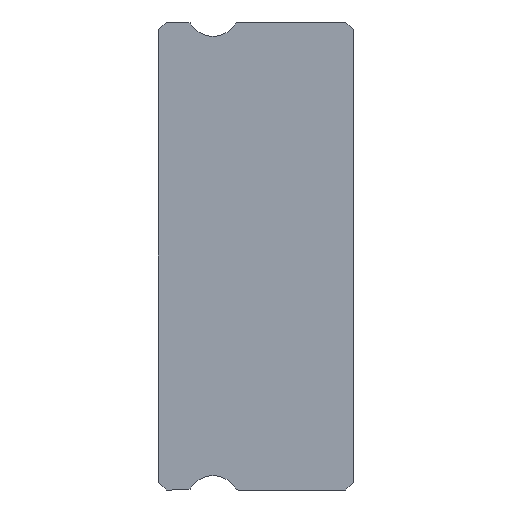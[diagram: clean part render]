
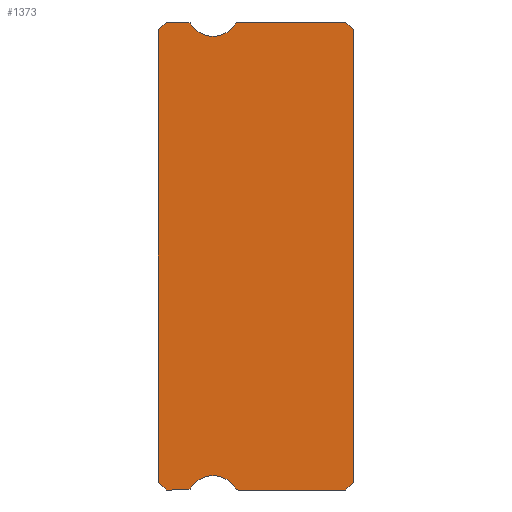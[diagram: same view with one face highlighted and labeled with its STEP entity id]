
A CAD part, left-side view. The second image highlights one B-rep face of the part: STEP entity #1373.
In plain terms, the highlighted planar face has unit normal (-1, 0, 0).
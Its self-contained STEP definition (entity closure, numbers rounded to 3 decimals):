
#1 = EDGE_CURVE ( 'NONE', #1053, #848, #864, .T. ) ;
#9 = DIRECTION ( 'NONE',  ( 0., 0., 1. ) ) ;
#10 = DIRECTION ( 'NONE',  ( 0., 0., -1. ) ) ;
#11 = DIRECTION ( 'NONE',  ( 0., 0., -1. ) ) ;
#17 = LINE ( 'NONE', #770, #703 ) ;
#54 = CARTESIAN_POINT ( 'NONE',  ( -15., 4.547, -8.928 ) ) ;
#55 = LINE ( 'NONE', #1696, #1276 ) ;
#61 = CIRCLE ( 'NONE', #2287, 0.15 ) ;
#67 = VERTEX_POINT ( 'NONE', #2903 ) ;
#74 = CARTESIAN_POINT ( 'NONE',  ( -15., 6.381, 8.85 ) ) ;
#91 = CARTESIAN_POINT ( 'NONE',  ( -15., 4.547, 8.928 ) ) ;
#94 = VECTOR ( 'NONE', #2039, 1000. ) ;
#113 = DIRECTION ( 'NONE',  ( 0., 0., -1. ) ) ;
#158 = VERTEX_POINT ( 'NONE', #1880 ) ;
#254 = CARTESIAN_POINT ( 'NONE',  ( -15., 6.381, -9. ) ) ;
#262 = CIRCLE ( 'NONE', #1659, 1. ) ;
#290 = CIRCLE ( 'NONE', #912, 1. ) ;
#335 = ORIENTED_EDGE ( 'NONE', *, *, #648, .F. ) ;
#372 = CARTESIAN_POINT ( 'NONE',  ( -15., 7.5, 8.7 ) ) ;
#378 = EDGE_CURVE ( 'NONE', #848, #431, #17, .T. ) ;
#379 = CARTESIAN_POINT ( 'NONE',  ( -15., 6.381, 8.85 ) ) ;
#394 = DIRECTION ( 'NONE',  ( 0., 0., -1. ) ) ;
#416 = CARTESIAN_POINT ( 'NONE',  ( -15., 7.2, 9. ) ) ;
#418 = CARTESIAN_POINT ( 'NONE',  ( -15., 0., -8.7 ) ) ;
#431 = VERTEX_POINT ( 'NONE', #254 ) ;
#446 = CARTESIAN_POINT ( 'NONE',  ( -15., 7.2, 9. ) ) ;
#452 = CARTESIAN_POINT ( 'NONE',  ( -15., 0., 8.7 ) ) ;
#477 = AXIS2_PLACEMENT_3D ( 'NONE', #1634, #2311, #11 ) ;
#504 = ORIENTED_EDGE ( 'NONE', *, *, #1340, .F. ) ;
#516 = LINE ( 'NONE', #1432, #2504 ) ;
#548 = DIRECTION ( 'NONE',  ( 1., 0., 0. ) ) ;
#553 = CARTESIAN_POINT ( 'NONE',  ( -15., 6.381, -8.85 ) ) ;
#573 = AXIS2_PLACEMENT_3D ( 'NONE', #74, #548, #1947 ) ;
#579 = EDGE_CURVE ( 'NONE', #839, #67, #2767, .T. ) ;
#586 = FACE_OUTER_BOUND ( 'NONE', #942, .T. ) ;
#590 = ORIENTED_EDGE ( 'NONE', *, *, #1664, .F. ) ;
#636 = LINE ( 'NONE', #1595, #1784 ) ;
#648 = EDGE_CURVE ( 'NONE', #839, #772, #1243, .T. ) ;
#703 = VECTOR ( 'NONE', #2362, 1000. ) ;
#711 = EDGE_CURVE ( 'NONE', #1379, #431, #947, .T. ) ;
#737 = ORIENTED_EDGE ( 'NONE', *, *, #2364, .F. ) ;
#770 = CARTESIAN_POINT ( 'NONE',  ( -15., 6.381, -9. ) ) ;
#772 = VERTEX_POINT ( 'NONE', #2270 ) ;
#807 = VECTOR ( 'NONE', #1117, 1000. ) ;
#829 = CARTESIAN_POINT ( 'NONE',  ( -15., 6.381, -9. ) ) ;
#839 = VERTEX_POINT ( 'NONE', #418 ) ;
#848 = VERTEX_POINT ( 'NONE', #1110 ) ;
#863 = ORIENTED_EDGE ( 'NONE', *, *, #1, .T. ) ;
#864 = LINE ( 'NONE', #2668, #2690 ) ;
#872 = VERTEX_POINT ( 'NONE', #446 ) ;
#874 = VECTOR ( 'NONE', #9, 1000. ) ;
#912 = AXIS2_PLACEMENT_3D ( 'NONE', #1647, #2340, #967 ) ;
#942 = EDGE_LOOP ( 'NONE', ( #1674, #863, #2567, #1250, #1600, #504, #1979, #335, #2883, #1756, #1375, #590, #737, #2912, #1298, #2553, #2030 ) ) ;
#947 = CIRCLE ( 'NONE', #2872, 0.15 ) ;
#967 = DIRECTION ( 'NONE',  ( 0., 0., -1. ) ) ;
#995 = CARTESIAN_POINT ( 'NONE',  ( -15., 6.381, 9. ) ) ;
#1001 = VERTEX_POINT ( 'NONE', #91 ) ;
#1013 = EDGE_CURVE ( 'NONE', #772, #2317, #2694, .T. ) ;
#1053 = VERTEX_POINT ( 'NONE', #2210 ) ;
#1095 = VERTEX_POINT ( 'NONE', #2661 ) ;
#1110 = CARTESIAN_POINT ( 'NONE',  ( -15., 7.2, -9. ) ) ;
#1117 = DIRECTION ( 'NONE',  ( 0., 0., 1. ) ) ;
#1120 = DIRECTION ( 'NONE',  ( 0., -0.707, -0.707 ) ) ;
#1145 = CARTESIAN_POINT ( 'NONE',  ( -15., 4.419, 8.85 ) ) ;
#1146 = DIRECTION ( 'NONE',  ( 0., -1., 0. ) ) ;
#1155 = CARTESIAN_POINT ( 'NONE',  ( -15., 5.4, -9.45 ) ) ;
#1205 = DIRECTION ( 'NONE',  ( 0., 0.707, -0.707 ) ) ;
#1243 = LINE ( 'NONE', #2168, #2199 ) ;
#1250 = ORIENTED_EDGE ( 'NONE', *, *, #711, .F. ) ;
#1270 = VECTOR ( 'NONE', #1753, 1000. ) ;
#1276 = VECTOR ( 'NONE', #1205, 1000. ) ;
#1294 = DIRECTION ( 'NONE',  ( 0., 0., -1. ) ) ;
#1298 = ORIENTED_EDGE ( 'NONE', *, *, #2416, .F. ) ;
#1340 = EDGE_CURVE ( 'NONE', #2317, #2849, #2088, .T. ) ;
#1345 = CIRCLE ( 'NONE', #573, 0.15 ) ;
#1359 = CARTESIAN_POINT ( 'NONE',  ( -15., 7.5, 8.85 ) ) ;
#1373 = ADVANCED_FACE ( 'NONE', ( #586 ), #1721, .F. ) ;
#1375 = ORIENTED_EDGE ( 'NONE', *, *, #2278, .F. ) ;
#1379 = VERTEX_POINT ( 'NONE', #2702 ) ;
#1432 = CARTESIAN_POINT ( 'NONE',  ( -15., 6.381, 9. ) ) ;
#1520 = DIRECTION ( 'NONE',  ( 1., 0., 0. ) ) ;
#1559 = EDGE_CURVE ( 'NONE', #2849, #1379, #262, .T. ) ;
#1570 = VERTEX_POINT ( 'NONE', #2274 ) ;
#1595 = CARTESIAN_POINT ( 'NONE',  ( -15., 0.3, 9. ) ) ;
#1600 = ORIENTED_EDGE ( 'NONE', *, *, #1559, .F. ) ;
#1634 = CARTESIAN_POINT ( 'NONE',  ( -15., 5.4, 9.45 ) ) ;
#1647 = CARTESIAN_POINT ( 'NONE',  ( -15., 5.4, 9.45 ) ) ;
#1659 = AXIS2_PLACEMENT_3D ( 'NONE', #1155, #2982, #2530 ) ;
#1664 = EDGE_CURVE ( 'NONE', #1001, #1095, #61, .T. ) ;
#1674 = ORIENTED_EDGE ( 'NONE', *, *, #2757, .F. ) ;
#1684 = CIRCLE ( 'NONE', #477, 1. ) ;
#1696 = CARTESIAN_POINT ( 'NONE',  ( -15., 7.5, 8.7 ) ) ;
#1721 = PLANE ( 'NONE',  #2191 ) ;
#1753 = DIRECTION ( 'NONE',  ( 0., 1., 0. ) ) ;
#1756 = ORIENTED_EDGE ( 'NONE', *, *, #2588, .F. ) ;
#1784 = VECTOR ( 'NONE', #1120, 1000. ) ;
#1818 = EDGE_CURVE ( 'NONE', #872, #2919, #55, .T. ) ;
#1880 = CARTESIAN_POINT ( 'NONE',  ( -15., 0.3, 9. ) ) ;
#1947 = DIRECTION ( 'NONE',  ( 0., 0., -1. ) ) ;
#1979 = ORIENTED_EDGE ( 'NONE', *, *, #1013, .F. ) ;
#2025 = LINE ( 'NONE', #416, #94 ) ;
#2030 = ORIENTED_EDGE ( 'NONE', *, *, #1818, .T. ) ;
#2032 = DIRECTION ( 'NONE',  ( 0., -0.707, -0.707 ) ) ;
#2039 = DIRECTION ( 'NONE',  ( 0., 1., 0. ) ) ;
#2088 = CIRCLE ( 'NONE', #2474, 0.15 ) ;
#2095 = DIRECTION ( 'NONE',  ( 0., 0.707, -0.707 ) ) ;
#2168 = CARTESIAN_POINT ( 'NONE',  ( -15., 0., -8.7 ) ) ;
#2191 = AXIS2_PLACEMENT_3D ( 'NONE', #379, #2220, #1294 ) ;
#2199 = VECTOR ( 'NONE', #2095, 1000. ) ;
#2210 = CARTESIAN_POINT ( 'NONE',  ( -15., 7.5, -8.7 ) ) ;
#2220 = DIRECTION ( 'NONE',  ( 1., 0., 0. ) ) ;
#2270 = CARTESIAN_POINT ( 'NONE',  ( -15., 0.3, -9. ) ) ;
#2274 = CARTESIAN_POINT ( 'NONE',  ( -15., 6.253, 8.928 ) ) ;
#2278 = EDGE_CURVE ( 'NONE', #1095, #158, #516, .T. ) ;
#2287 = AXIS2_PLACEMENT_3D ( 'NONE', #1145, #2549, #10 ) ;
#2311 = DIRECTION ( 'NONE',  ( -1., 0., 0. ) ) ;
#2317 = VERTEX_POINT ( 'NONE', #2524 ) ;
#2331 = EDGE_CURVE ( 'NONE', #1570, #2682, #1684, .T. ) ;
#2340 = DIRECTION ( 'NONE',  ( -1., 0., 0. ) ) ;
#2362 = DIRECTION ( 'NONE',  ( 0., -1., 0. ) ) ;
#2364 = EDGE_CURVE ( 'NONE', #2682, #1001, #290, .T. ) ;
#2416 = EDGE_CURVE ( 'NONE', #2436, #1570, #1345, .T. ) ;
#2436 = VERTEX_POINT ( 'NONE', #995 ) ;
#2474 = AXIS2_PLACEMENT_3D ( 'NONE', #2921, #1520, #394 ) ;
#2504 = VECTOR ( 'NONE', #1146, 1000. ) ;
#2524 = CARTESIAN_POINT ( 'NONE',  ( -15., 4.419, -9. ) ) ;
#2530 = DIRECTION ( 'NONE',  ( 0., 0., -1. ) ) ;
#2544 = DIRECTION ( 'NONE',  ( 1., 0., 0. ) ) ;
#2549 = DIRECTION ( 'NONE',  ( 1., 0., 0. ) ) ;
#2553 = ORIENTED_EDGE ( 'NONE', *, *, #2901, .T. ) ;
#2567 = ORIENTED_EDGE ( 'NONE', *, *, #378, .T. ) ;
#2588 = EDGE_CURVE ( 'NONE', #158, #67, #636, .T. ) ;
#2661 = CARTESIAN_POINT ( 'NONE',  ( -15., 4.419, 9. ) ) ;
#2668 = CARTESIAN_POINT ( 'NONE',  ( -15., 7.2, -9. ) ) ;
#2682 = VERTEX_POINT ( 'NONE', #2771 ) ;
#2690 = VECTOR ( 'NONE', #2032, 1000. ) ;
#2694 = LINE ( 'NONE', #829, #1270 ) ;
#2702 = CARTESIAN_POINT ( 'NONE',  ( -15., 6.253, -8.928 ) ) ;
#2757 = EDGE_CURVE ( 'NONE', #1053, #2919, #2972, .T. ) ;
#2767 = LINE ( 'NONE', #452, #807 ) ;
#2771 = CARTESIAN_POINT ( 'NONE',  ( -15., 5.4, 8.45 ) ) ;
#2849 = VERTEX_POINT ( 'NONE', #54 ) ;
#2872 = AXIS2_PLACEMENT_3D ( 'NONE', #553, #2544, #113 ) ;
#2883 = ORIENTED_EDGE ( 'NONE', *, *, #579, .T. ) ;
#2901 = EDGE_CURVE ( 'NONE', #2436, #872, #2025, .T. ) ;
#2903 = CARTESIAN_POINT ( 'NONE',  ( -15., 0., 8.7 ) ) ;
#2912 = ORIENTED_EDGE ( 'NONE', *, *, #2331, .F. ) ;
#2919 = VERTEX_POINT ( 'NONE', #372 ) ;
#2921 = CARTESIAN_POINT ( 'NONE',  ( -15., 4.419, -8.85 ) ) ;
#2972 = LINE ( 'NONE', #1359, #874 ) ;
#2982 = DIRECTION ( 'NONE',  ( -1., 0., 0. ) ) ;
